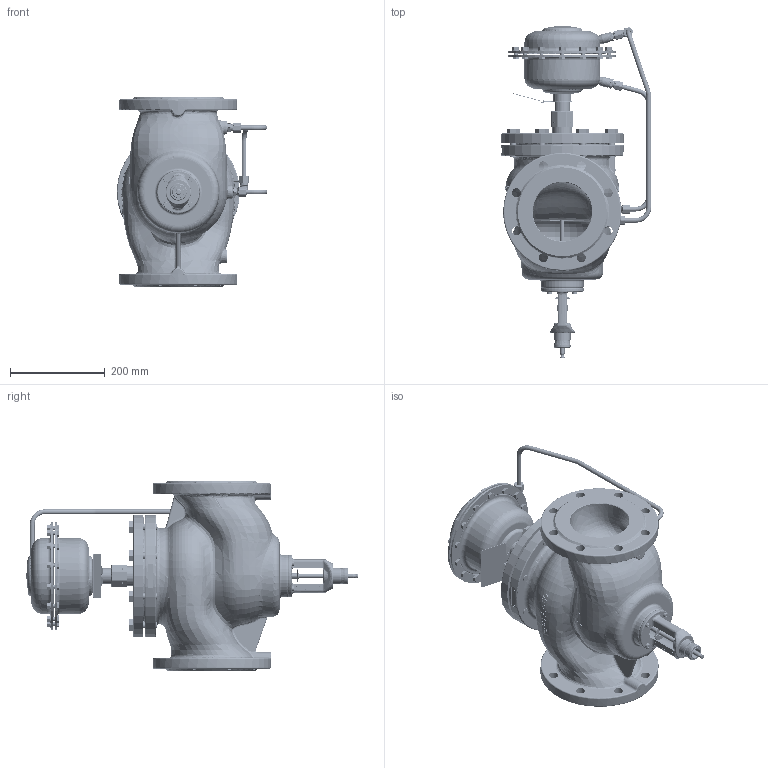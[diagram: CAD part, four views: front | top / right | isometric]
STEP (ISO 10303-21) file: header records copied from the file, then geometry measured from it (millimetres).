
FILE_DESCRIPTION((''),'2;1');
FILE_NAME('AFQ16_160-VFQM16_125_ASM_6_1_ASM','2020-10-09T',('U258099'),('Danfoss'),'CREO PARAMETRIC BY PTC INC, 2018070','CREO PARAMETRIC BY PTC INC, 2018070','');
FILE_SCHEMA(('CONFIG_CONTROL_DESIGN'));
Products named in the file (42): 88670070_HOUSING160_PN16_MI_A_1; 88673400_TUBE_FI38X10X62_MI_A_1; 88671660_PRESSURE_CONNECTOR_4_1; 88671470_COVER160_PN16_MINUS__1_ASM; 88670600_CONNECTING_NUT_G1_1__1; 88670100_HOUS_AFQ_160_PN16__A_1; 88671660_PRESSURE_CONNECTOR_A_1; 88672600_COVE_AFQ_160_PN16_PL_1_ASM; 51840300_SCREW_M8X20_DIN933_1_1; 5201742_1_1; 5191731_1_1; 5454051_1_1; WALTER_CONNECTION_1_1; WALTER_PROFILE_RING_1_1; WALTER_CONNECTION_NUT_1_1; 8863078_ASM_1_1_ASM; 88630330_1_1; 88630640_ASM_1_1_ASM; 88673820_1_1; 88673810_LABEL_PLATE_PA_1_1; 003G5600_AFQ2_PN16_160CM2_ASM_2_ASM; 88650520_VALVE_BODY_VFQM_DN12_1; 88650730_VALVE_COVER_VFG_DN12_1; 88651350_SPINDLE_CV_DN125_2_1; HEX_SCREW_DIN931_M16X50_2_1; 88651210_YOKE_BODY_DN125_250__1; 51217250_2_1; 88652800_POINTER_VFQM_2_1; 51817290_M5_ZATIC_2_1; LABEL_PLATE_37X37_2_1; 5589607_2_1; 88653170_VFQM_DN125_PN16_ASM__1_ASM; WALTER_CONNECTION_1; WALTER_CONNECTION_NUT_1; 8863078_ASM_1_ASM; AFQ16_160-VFQM16_125-OUT_2_1; PRIKLJUCEK_KOLENO_1_1; PRIKLJUCEK_VST_1_1; PRIKLJUCEK_MATICA_1_1; 56722030_ASM_1_1_ASM ...
Assembly tree (96 placements, depth 5):
  AFQ16_160-VFQM16_125_ASM_6_1_ASM
    003G5600_AFQ2_PN16_160CM2_ASM_2_ASM
      88671470_COVER160_PN16_MINUS__1_ASM
        88670070_HOUSING160_PN16_MI_A_1
        88673400_TUBE_FI38X10X62_MI_A_1
        88671660_PRESSURE_CONNECTOR_4_1
      88670600_CONNECTING_NUT_G1_1__1
      88672600_COVE_AFQ_160_PN16_PL_1_ASM
        88670100_HOUS_AFQ_160_PN16__A_1
        88671660_PRESSURE_CONNECTOR_A_1
      51840300_SCREW_M8X20_DIN933_1_1  x14
      5201742_1_1  x14
      5191731_1_1  x14
      5454051_1_1  x2
      8863078_ASM_1_1_ASM
        WALTER_CONNECTION_1_1
        WALTER_PROFILE_RING_1_1
        WALTER_CONNECTION_NUT_1_1
      88630640_ASM_1_1_ASM
        8863078_ASM_1_1_ASM
          WALTER_CONNECTION_1_1
          WALTER_PROFILE_RING_1_1
          WALTER_CONNECTION_NUT_1_1
        88630330_1_1
      88673820_1_1
      88673810_LABEL_PLATE_PA_1_1
    88653170_VFQM_DN125_PN16_ASM__1_ASM
      88650520_VALVE_BODY_VFQM_DN12_1
      88650730_VALVE_COVER_VFG_DN12_1
      88651350_SPINDLE_CV_DN125_2_1
      HEX_SCREW_DIN931_M16X50_2_1  x8
      88651210_YOKE_BODY_DN125_250__1
      51217250_2_1  x4
      88652800_POINTER_VFQM_2_1
      51817290_M5_ZATIC_2_1
      LABEL_PLATE_37X37_2_1
      5589607_2_1  x4
    8863078_ASM_1_ASM  x2
      WALTER_CONNECTION_1
      WALTER_CONNECTION_NUT_1
    AFQ16_160-VFQM16_125-OUT_2_1
    56722030_ASM_1_1_ASM
      PRIKLJUCEK_KOLENO_1_1
      PRIKLJUCEK_VST_1_1
      PRIKLJUCEK_MATICA_1_1
    AFQ16_160-VFQM16_125-IN_1_1
Bounding box: 317.9 x 702.3 x 400 mm (x, y, z)
Volume: 8397033.3 mm3; surface area: 1494598.9 mm2
Topology: 91 solids, 91 shells, 4798 faces, 12304 edges, 7784 vertices
Faces by surface type: plane 2182, cylinder 972, cone 859, bspline 335, torus 296, extrusion 101, sphere 34, revolution 19
Entity records: 149154 total; most frequent: CARTESIAN_POINT 63946, ORIENTED_EDGE 18770, DIRECTION 15934, EDGE_CURVE 9385, VERTEX_POINT 6083, AXIS2_PLACEMENT_3D 5711, VECTOR 4493, LINE 4392
